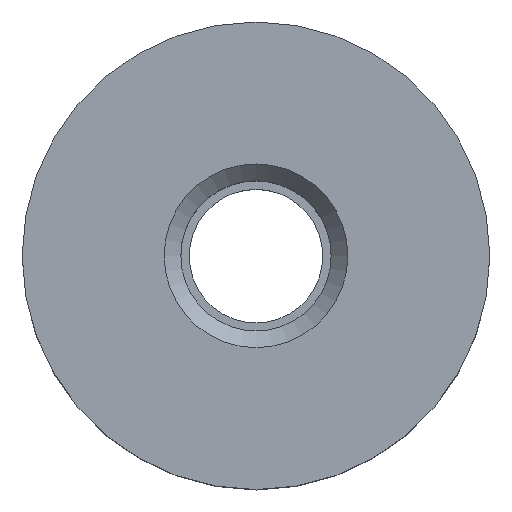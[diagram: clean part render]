
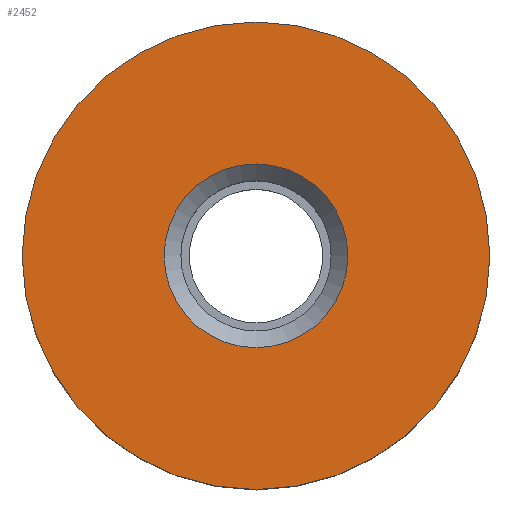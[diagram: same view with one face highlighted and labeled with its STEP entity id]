
A CAD part, top view. The second image highlights one B-rep face of the part: STEP entity #2452.
In plain terms, the highlighted planar face has unit normal (0, 0, 1).
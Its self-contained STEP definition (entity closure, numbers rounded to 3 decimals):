
#81=FACE_BOUND('',#291,.T.);
#88=PLANE('',#2608);
#156=FACE_OUTER_BOUND('',#290,.T.);
#290=EDGE_LOOP('',(#1694));
#291=EDGE_LOOP('',(#1695));
#924=CIRCLE('',#2606,2.75);
#926=CIRCLE('',#2609,7.);
#1057=VERTEX_POINT('',#3657);
#1059=VERTEX_POINT('',#3663);
#1310=EDGE_CURVE('',#1057,#1057,#924,.T.);
#1313=EDGE_CURVE('',#1059,#1059,#926,.T.);
#1694=ORIENTED_EDGE('',*,*,#1313,.T.);
#1695=ORIENTED_EDGE('',*,*,#1310,.F.);
#2452=ADVANCED_FACE('',(#156,#81),#88,.T.);
#2606=AXIS2_PLACEMENT_3D('',#3658,#2876,#2877);
#2608=AXIS2_PLACEMENT_3D('',#3662,#2881,#2882);
#2609=AXIS2_PLACEMENT_3D('',#3664,#2883,#2884);
#2876=DIRECTION('center_axis',(0.,0.,1.));
#2877=DIRECTION('ref_axis',(-1.,0.,0.));
#2881=DIRECTION('center_axis',(0.,0.,1.));
#2882=DIRECTION('ref_axis',(1.,0.,0.));
#2883=DIRECTION('center_axis',(0.,0.,1.));
#2884=DIRECTION('ref_axis',(1.,0.,0.));
#3657=CARTESIAN_POINT('',(13.781,0.,6.1));
#3658=CARTESIAN_POINT('Origin',(11.031,0.,
6.1));
#3662=CARTESIAN_POINT('Origin',(11.031,0.,
6.1));
#3663=CARTESIAN_POINT('',(4.031,0.,6.1));
#3664=CARTESIAN_POINT('Origin',(11.031,0.,
6.1));
